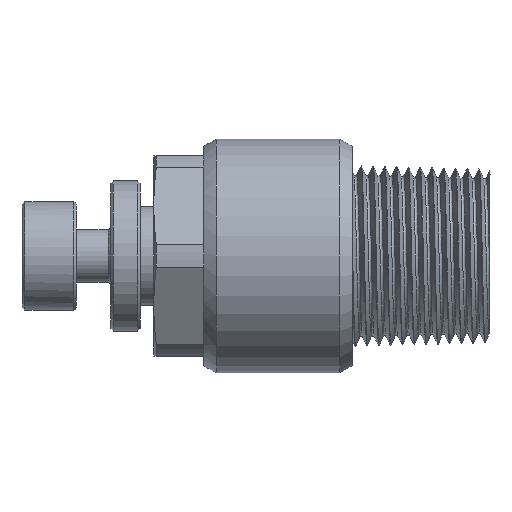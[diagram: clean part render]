
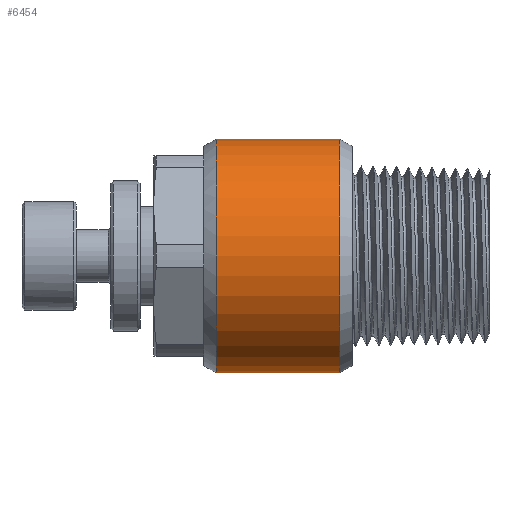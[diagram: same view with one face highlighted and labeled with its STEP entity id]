
A CAD part, left-side view. The second image highlights one B-rep face of the part: STEP entity #6454.
In plain terms, the highlighted cylindrical face has radius 14 mm (diameter 28 mm), a partial arc.
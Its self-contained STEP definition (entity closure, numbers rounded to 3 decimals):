
#182 = CARTESIAN_POINT ( 'NONE',  ( 0., -7.25, 14. ) ) ;
#238 = ORIENTED_EDGE ( 'NONE', *, *, #1973, .T. ) ;
#609 = DIRECTION ( 'NONE',  ( 0., -1., 0. ) ) ;
#690 = AXIS2_PLACEMENT_3D ( 'NONE', #1826, #10383, #6167 ) ;
#1207 = DIRECTION ( 'NONE',  ( 0., -1., 0. ) ) ;
#1407 = VERTEX_POINT ( 'NONE', #5410 ) ;
#1635 = ORIENTED_EDGE ( 'NONE', *, *, #6054, .F. ) ;
#1826 = CARTESIAN_POINT ( 'NONE',  ( 0., -7.25, 0. ) ) ;
#1973 = EDGE_CURVE ( 'NONE', #2104, #1407, #3644, .T. ) ;
#2040 = VERTEX_POINT ( 'NONE', #7330 ) ;
#2104 = VERTEX_POINT ( 'NONE', #6478 ) ;
#2895 = VERTEX_POINT ( 'NONE', #182 ) ;
#3097 = CARTESIAN_POINT ( 'NONE',  ( 0., 9.001, -14. ) ) ;
#3644 = LINE ( 'NONE', #3097, #4574 ) ;
#3749 = VECTOR ( 'NONE', #7398, 1000. ) ;
#4004 = DIRECTION ( 'NONE',  ( 0., -1., 0. ) ) ;
#4162 = CARTESIAN_POINT ( 'NONE',  ( 0., 9.001, 14. ) ) ;
#4284 = FACE_OUTER_BOUND ( 'NONE', #4733, .T. ) ;
#4371 = CIRCLE ( 'NONE', #6967, 14. ) ;
#4574 = VECTOR ( 'NONE', #609, 1000. ) ;
#4633 = CIRCLE ( 'NONE', #690, 14. ) ;
#4733 = EDGE_LOOP ( 'NONE', ( #1635, #7313, #238, #9639 ) ) ;
#5410 = CARTESIAN_POINT ( 'NONE',  ( 0., -7.25, -14. ) ) ;
#5876 = CYLINDRICAL_SURFACE ( 'NONE', #8151, 14. ) ;
#6020 = LINE ( 'NONE', #4162, #3749 ) ;
#6054 = EDGE_CURVE ( 'NONE', #2040, #2895, #6020, .T. ) ;
#6167 = DIRECTION ( 'NONE',  ( 0., 0., 1. ) ) ;
#6454 = ADVANCED_FACE ( 'NONE', ( #4284 ), #5876, .T. ) ;
#6478 = CARTESIAN_POINT ( 'NONE',  ( 0., 7.5, -14. ) ) ;
#6967 = AXIS2_PLACEMENT_3D ( 'NONE', #9087, #4004, #10638 ) ;
#7090 = CARTESIAN_POINT ( 'NONE',  ( 0., 9.001, 0. ) ) ;
#7313 = ORIENTED_EDGE ( 'NONE', *, *, #10730, .T. ) ;
#7330 = CARTESIAN_POINT ( 'NONE',  ( 0., 7.5, 14. ) ) ;
#7398 = DIRECTION ( 'NONE',  ( 0., -1., 0. ) ) ;
#8151 = AXIS2_PLACEMENT_3D ( 'NONE', #7090, #1207, #9636 ) ;
#9087 = CARTESIAN_POINT ( 'NONE',  ( 0., 7.5, 0. ) ) ;
#9636 = DIRECTION ( 'NONE',  ( 0., 0., -1. ) ) ;
#9639 = ORIENTED_EDGE ( 'NONE', *, *, #10374, .T. ) ;
#10374 = EDGE_CURVE ( 'NONE', #1407, #2895, #4633, .T. ) ;
#10383 = DIRECTION ( 'NONE',  ( 0., 1., 0. ) ) ;
#10638 = DIRECTION ( 'NONE',  ( 0., 0., 1. ) ) ;
#10730 = EDGE_CURVE ( 'NONE', #2040, #2104, #4371, .T. ) ;
